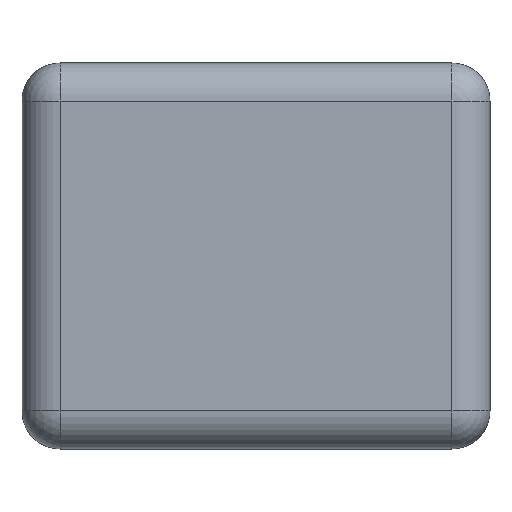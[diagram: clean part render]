
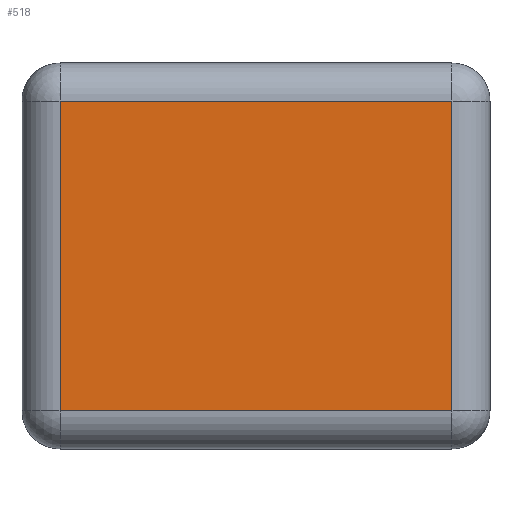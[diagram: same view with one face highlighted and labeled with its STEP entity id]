
A CAD part, front view. The second image highlights one B-rep face of the part: STEP entity #518.
In plain terms, the highlighted planar face has unit normal (0, -1, 0).
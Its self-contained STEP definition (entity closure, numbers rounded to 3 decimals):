
#518 = ADVANCED_FACE ( 'NONE', ( #5754 ), #16254, .T. ) ;
#2213 = ORIENTED_EDGE ( 'NONE', *, *, #8603, .T. ) ;
#4323 = DIRECTION ( 'NONE',  ( -1., 0., 0. ) ) ;
#4656 = LINE ( 'NONE', #31445, #19843 ) ;
#5074 = ORIENTED_EDGE ( 'NONE', *, *, #13119, .T. ) ;
#5754 = FACE_OUTER_BOUND ( 'NONE', #19282, .T. ) ;
#8603 = EDGE_CURVE ( 'NONE', #32498, #28566, #52713, .T. ) ;
#9624 = CARTESIAN_POINT ( 'NONE',  ( -206.1, -88.488, 161.613 ) ) ;
#10482 = LINE ( 'NONE', #46452, #66609 ) ;
#10766 = AXIS2_PLACEMENT_3D ( 'NONE', #58356, #58021, #64121 ) ;
#13119 = EDGE_CURVE ( 'NONE', #36573, #64987, #49556, .T. ) ;
#13646 = CARTESIAN_POINT ( 'NONE',  ( 206.1, -88.488, -164.187 ) ) ;
#16254 = PLANE ( 'NONE',  #10766 ) ;
#19282 = EDGE_LOOP ( 'NONE', ( #37508, #2213, #42874, #5074 ) ) ;
#19843 = VECTOR ( 'NONE', #4323, 1000. ) ;
#20810 = DIRECTION ( 'NONE',  ( 0., 0., -1. ) ) ;
#22167 = CARTESIAN_POINT ( 'NONE',  ( -206.1, -88.488, 0. ) ) ;
#28566 = VERTEX_POINT ( 'NONE', #60865 ) ;
#30493 = VECTOR ( 'NONE', #60414, 1000. ) ;
#31445 = CARTESIAN_POINT ( 'NONE',  ( -246.1, -88.488, 161.613 ) ) ;
#32498 = VERTEX_POINT ( 'NONE', #9624 ) ;
#36573 = VERTEX_POINT ( 'NONE', #13646 ) ;
#37508 = ORIENTED_EDGE ( 'NONE', *, *, #64047, .T. ) ;
#39679 = CARTESIAN_POINT ( 'NONE',  ( 206.1, -88.488, 0. ) ) ;
#40675 = DIRECTION ( 'NONE',  ( 1., 0., 0. ) ) ;
#42874 = ORIENTED_EDGE ( 'NONE', *, *, #55008, .T. ) ;
#44405 = CARTESIAN_POINT ( 'NONE',  ( 206.1, -88.488, 161.613 ) ) ;
#46452 = CARTESIAN_POINT ( 'NONE',  ( 246.1, -88.488, -164.187 ) ) ;
#48747 = VECTOR ( 'NONE', #20810, 1000. ) ;
#49556 = LINE ( 'NONE', #39679, #30493 ) ;
#52713 = LINE ( 'NONE', #22167, #48747 ) ;
#55008 = EDGE_CURVE ( 'NONE', #28566, #36573, #10482, .T. ) ;
#58021 = DIRECTION ( 'NONE',  ( 0., -1., 0. ) ) ;
#58356 = CARTESIAN_POINT ( 'NONE',  ( 0., -88.488, 0. ) ) ;
#60414 = DIRECTION ( 'NONE',  ( 0., 0., 1. ) ) ;
#60865 = CARTESIAN_POINT ( 'NONE',  ( -206.1, -88.488, -164.187 ) ) ;
#64047 = EDGE_CURVE ( 'NONE', #64987, #32498, #4656, .T. ) ;
#64121 = DIRECTION ( 'NONE',  ( 1., 0., 0. ) ) ;
#64987 = VERTEX_POINT ( 'NONE', #44405 ) ;
#66609 = VECTOR ( 'NONE', #40675, 1000. ) ;
